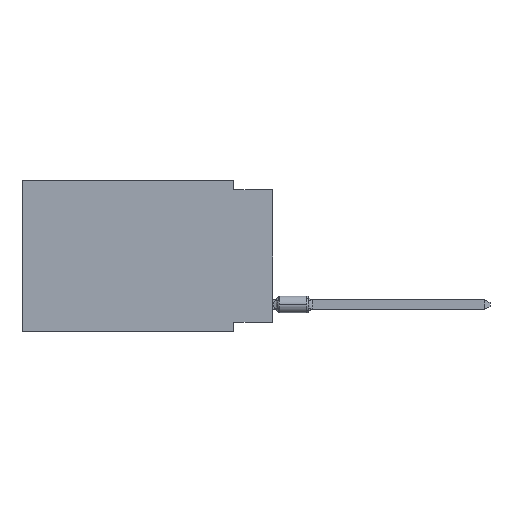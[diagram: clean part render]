
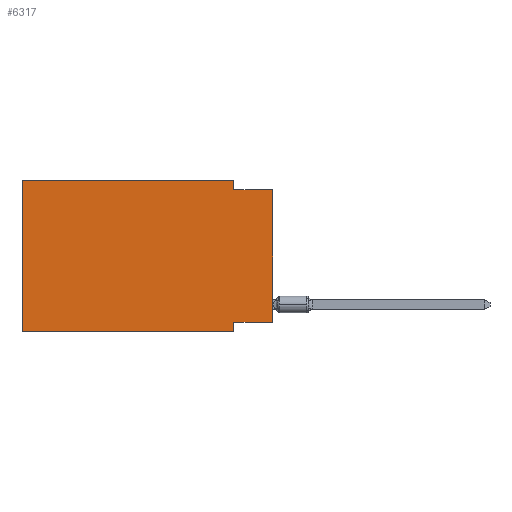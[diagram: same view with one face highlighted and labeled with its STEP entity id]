
A CAD part, left-side view. The second image highlights one B-rep face of the part: STEP entity #6317.
In plain terms, the highlighted planar face has unit normal (-1, 0, 0).
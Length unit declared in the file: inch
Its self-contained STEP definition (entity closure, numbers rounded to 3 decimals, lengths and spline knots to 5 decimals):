
#440 = DIRECTION ( 'NONE',  ( 1., 0., 0. ) ) ;
#485 = VECTOR ( 'NONE', #9244, 39.37008 ) ;
#532 = VERTEX_POINT ( 'NONE', #6463 ) ;
#545 = CARTESIAN_POINT ( 'NONE',  ( 0., 0., 0. ) ) ;
#566 = CARTESIAN_POINT ( 'NONE',  ( 0., 0.645, 0. ) ) ;
#624 = FACE_OUTER_BOUND ( 'NONE', #9041, .T. ) ;
#701 = EDGE_CURVE ( 'NONE', #1472, #4202, #9707, .T. ) ;
#824 = VERTEX_POINT ( 'NONE', #9362 ) ;
#828 = DIRECTION ( 'NONE',  ( 0., -1., 0. ) ) ;
#937 = VERTEX_POINT ( 'NONE', #11488 ) ;
#1089 = ORIENTED_EDGE ( 'NONE', *, *, #5465, .F. ) ;
#1462 = LINE ( 'NONE', #545, #7476 ) ;
#1472 = VERTEX_POINT ( 'NONE', #4563 ) ;
#1535 = DIRECTION ( 'NONE',  ( 0., 0., 1. ) ) ;
#1740 = CARTESIAN_POINT ( 'NONE',  ( 0., 0.645, 0. ) ) ;
#1756 = CARTESIAN_POINT ( 'NONE',  ( 0., 0.1, -0.365 ) ) ;
#1906 = ORIENTED_EDGE ( 'NONE', *, *, #5009, .T. ) ;
#2324 = CARTESIAN_POINT ( 'NONE',  ( 0., 0.645, 0. ) ) ;
#2463 = PLANE ( 'NONE',  #12279 ) ;
#2564 = ORIENTED_EDGE ( 'NONE', *, *, #701, .T. ) ;
#2859 = ORIENTED_EDGE ( 'NONE', *, *, #4054, .F. ) ;
#2925 = VECTOR ( 'NONE', #4275, 39.37008 ) ;
#3295 = CARTESIAN_POINT ( 'NONE',  ( 0., 0.1, -0.39 ) ) ;
#3327 = VERTEX_POINT ( 'NONE', #1756 ) ;
#3763 = VERTEX_POINT ( 'NONE', #1740 ) ;
#4054 = EDGE_CURVE ( 'NONE', #937, #532, #5740, .T. ) ;
#4202 = VERTEX_POINT ( 'NONE', #10844 ) ;
#4275 = DIRECTION ( 'NONE',  ( 0., 0., -1. ) ) ;
#4563 = CARTESIAN_POINT ( 'NONE',  ( 0., 0.645, -0.39 ) ) ;
#4665 = DIRECTION ( 'NONE',  ( 0., 0., -1. ) ) ;
#4896 = CARTESIAN_POINT ( 'NONE',  ( 0., 0., -0.365 ) ) ;
#5009 = EDGE_CURVE ( 'NONE', #11022, #532, #1462, .T. ) ;
#5130 = CARTESIAN_POINT ( 'NONE',  ( 0., 0.1, 0. ) ) ;
#5355 = ORIENTED_EDGE ( 'NONE', *, *, #10141, .F. ) ;
#5465 = EDGE_CURVE ( 'NONE', #11022, #3327, #8687, .T. ) ;
#5634 = CARTESIAN_POINT ( 'NONE',  ( 0., 0.645, -0.39 ) ) ;
#5726 = DIRECTION ( 'NONE',  ( 0., 1., 0. ) ) ;
#5740 = LINE ( 'NONE', #8772, #10181 ) ;
#6141 = LINE ( 'NONE', #5130, #7532 ) ;
#6197 = DIRECTION ( 'NONE',  ( 0., 0., -1. ) ) ;
#6317 = ADVANCED_FACE ( 'NONE', ( #624 ), #2463, .F. ) ;
#6463 = CARTESIAN_POINT ( 'NONE',  ( 0., 0., -0.025 ) ) ;
#6606 = VECTOR ( 'NONE', #828, 39.37008 ) ;
#6716 = EDGE_CURVE ( 'NONE', #3763, #824, #10088, .T. ) ;
#6747 = ORIENTED_EDGE ( 'NONE', *, *, #7773, .F. ) ;
#7476 = VECTOR ( 'NONE', #1535, 39.37008 ) ;
#7532 = VECTOR ( 'NONE', #6197, 39.37008 ) ;
#7773 = EDGE_CURVE ( 'NONE', #3327, #4202, #10217, .T. ) ;
#7909 = VECTOR ( 'NONE', #5726, 39.37008 ) ;
#8316 = ORIENTED_EDGE ( 'NONE', *, *, #11953, .F. ) ;
#8614 = CARTESIAN_POINT ( 'NONE',  ( 0., 0.645, 0. ) ) ;
#8687 = LINE ( 'NONE', #9726, #7909 ) ;
#8772 = CARTESIAN_POINT ( 'NONE',  ( 0., 0., -0.025 ) ) ;
#9041 = EDGE_LOOP ( 'NONE', ( #1906, #2859, #8316, #12509, #5355, #2564, #6747, #1089 ) ) ;
#9244 = DIRECTION ( 'NONE',  ( 0., -1., 0. ) ) ;
#9362 = CARTESIAN_POINT ( 'NONE',  ( 0., 0.1, 0. ) ) ;
#9522 = DIRECTION ( 'NONE',  ( 0., 0., 1. ) ) ;
#9707 = LINE ( 'NONE', #5634, #6606 ) ;
#9726 = CARTESIAN_POINT ( 'NONE',  ( 0., 0., -0.365 ) ) ;
#10088 = LINE ( 'NONE', #2324, #485 ) ;
#10141 = EDGE_CURVE ( 'NONE', #1472, #3763, #12387, .T. ) ;
#10181 = VECTOR ( 'NONE', #10776, 39.37008 ) ;
#10217 = LINE ( 'NONE', #3295, #2925 ) ;
#10776 = DIRECTION ( 'NONE',  ( 0., -1., 0. ) ) ;
#10844 = CARTESIAN_POINT ( 'NONE',  ( 0., 0.1, -0.39 ) ) ;
#11022 = VERTEX_POINT ( 'NONE', #4896 ) ;
#11437 = VECTOR ( 'NONE', #9522, 39.37008 ) ;
#11488 = CARTESIAN_POINT ( 'NONE',  ( 0., 0.1, -0.025 ) ) ;
#11953 = EDGE_CURVE ( 'NONE', #824, #937, #6141, .T. ) ;
#12279 = AXIS2_PLACEMENT_3D ( 'NONE', #566, #440, #4665 ) ;
#12387 = LINE ( 'NONE', #8614, #11437 ) ;
#12509 = ORIENTED_EDGE ( 'NONE', *, *, #6716, .F. ) ;
